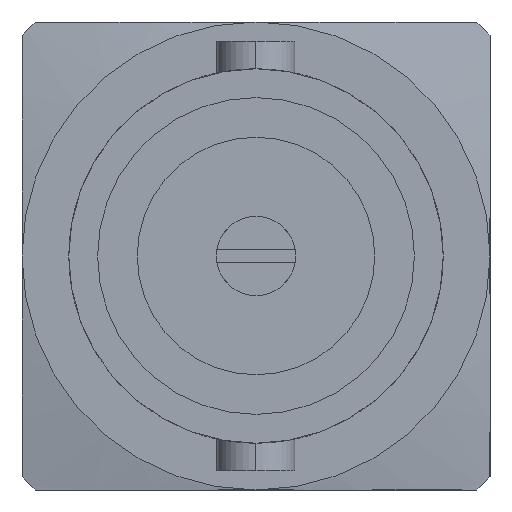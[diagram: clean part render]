
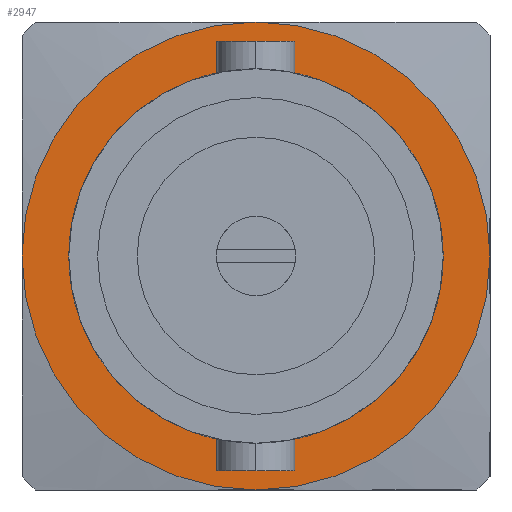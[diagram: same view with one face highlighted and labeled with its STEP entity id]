
A CAD part, left-side view. The second image highlights one B-rep face of the part: STEP entity #2947.
In plain terms, the highlighted planar face has unit normal (-1, 0, 0).
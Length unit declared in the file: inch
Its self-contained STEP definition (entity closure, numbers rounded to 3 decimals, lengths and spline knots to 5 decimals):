
#33 = ORIENTED_EDGE ( 'NONE', *, *, #2261, .F. ) ;
#112 = DIRECTION ( 'NONE',  ( 1., 0., 0. ) ) ;
#121 = DIRECTION ( 'NONE',  ( 0., 0., -1. ) ) ;
#319 = VERTEX_POINT ( 'NONE', #2463 ) ;
#325 = DIRECTION ( 'NONE',  ( 0., 0., -1. ) ) ;
#331 = DIRECTION ( 'NONE',  ( 1., 0., 0. ) ) ;
#350 = CARTESIAN_POINT ( 'NONE',  ( -0.04331, 0., 0. ) ) ;
#447 = CIRCLE ( 'NONE', #448, 0.23622 ) ;
#448 = AXIS2_PLACEMENT_3D ( 'NONE', #2229, #727, #1745 ) ;
#457 = EDGE_CURVE ( 'NONE', #319, #3039, #1069, .T. ) ;
#507 = AXIS2_PLACEMENT_3D ( 'NONE', #1579, #537, #2107 ) ;
#537 = DIRECTION ( 'NONE',  ( -1., 0., 0. ) ) ;
#590 = EDGE_CURVE ( 'NONE', #3039, #2131, #3253, .T. ) ;
#607 = CARTESIAN_POINT ( 'NONE',  ( -0.04331, 0., 0. ) ) ;
#667 = CIRCLE ( 'NONE', #3070, 0.18898 ) ;
#727 = DIRECTION ( 'NONE',  ( 1., 0., 0. ) ) ;
#774 = CARTESIAN_POINT ( 'NONE',  ( -0.04331, 0., 0.18898 ) ) ;
#838 = AXIS2_PLACEMENT_3D ( 'NONE', #607, #331, #325 ) ;
#929 = AXIS2_PLACEMENT_3D ( 'NONE', #2260, #1014, #3246 ) ;
#931 = ORIENTED_EDGE ( 'NONE', *, *, #2848, .F. ) ;
#1014 = DIRECTION ( 'NONE',  ( -1., 0., 0. ) ) ;
#1049 = CARTESIAN_POINT ( 'NONE',  ( -0.04331, 0.23622, 0. ) ) ;
#1069 = CIRCLE ( 'NONE', #1080, 0.23622 ) ;
#1072 = FACE_BOUND ( 'NONE', #1644, .T. ) ;
#1080 = AXIS2_PLACEMENT_3D ( 'NONE', #3139, #1336, #1115 ) ;
#1115 = DIRECTION ( 'NONE',  ( 0., 0., -1. ) ) ;
#1136 = AXIS2_PLACEMENT_3D ( 'NONE', #350, #112, #121 ) ;
#1156 = PLANE ( 'NONE',  #1136 ) ;
#1336 = DIRECTION ( 'NONE',  ( 1., 0., 0. ) ) ;
#1441 = VERTEX_POINT ( 'NONE', #1978 ) ;
#1532 = FACE_OUTER_BOUND ( 'NONE', #1620, .T. ) ;
#1579 = CARTESIAN_POINT ( 'NONE',  ( -0.04331, 0., 0. ) ) ;
#1608 = ORIENTED_EDGE ( 'NONE', *, *, #590, .F. ) ;
#1620 = EDGE_LOOP ( 'NONE', ( #1608, #3239, #33, #3128 ) ) ;
#1644 = EDGE_LOOP ( 'NONE', ( #931, #2708 ) ) ;
#1675 = DIRECTION ( 'NONE',  ( 0., 0., -1. ) ) ;
#1745 = DIRECTION ( 'NONE',  ( 0., 0., -1. ) ) ;
#1978 = CARTESIAN_POINT ( 'NONE',  ( -0.04331, 0., 0.23622 ) ) ;
#2007 = CARTESIAN_POINT ( 'NONE',  ( -0.04331, 0., -0.18898 ) ) ;
#2107 = DIRECTION ( 'NONE',  ( 0., 0., -1. ) ) ;
#2131 = VERTEX_POINT ( 'NONE', #1049 ) ;
#2162 = VERTEX_POINT ( 'NONE', #774 ) ;
#2190 = CARTESIAN_POINT ( 'NONE',  ( -0.04331, 0., 0. ) ) ;
#2229 = CARTESIAN_POINT ( 'NONE',  ( -0.04331, 0., 0. ) ) ;
#2260 = CARTESIAN_POINT ( 'NONE',  ( -0.04331, 0., 0. ) ) ;
#2261 = EDGE_CURVE ( 'NONE', #1441, #319, #447, .T. ) ;
#2294 = CIRCLE ( 'NONE', #507, 0.18898 ) ;
#2463 = CARTESIAN_POINT ( 'NONE',  ( -0.04331, -0.23622, 0. ) ) ;
#2551 = CIRCLE ( 'NONE', #929, 0.23622 ) ;
#2642 = VERTEX_POINT ( 'NONE', #2007 ) ;
#2708 = ORIENTED_EDGE ( 'NONE', *, *, #3102, .F. ) ;
#2848 = EDGE_CURVE ( 'NONE', #2642, #2162, #2294, .T. ) ;
#2942 = DIRECTION ( 'NONE',  ( -1., 0., 0. ) ) ;
#2947 = ADVANCED_FACE ( 'NONE', ( #1072, #1532 ), #1156, .F. ) ;
#3039 = VERTEX_POINT ( 'NONE', #3188 ) ;
#3070 = AXIS2_PLACEMENT_3D ( 'NONE', #2190, #2942, #1675 ) ;
#3102 = EDGE_CURVE ( 'NONE', #2162, #2642, #667, .T. ) ;
#3128 = ORIENTED_EDGE ( 'NONE', *, *, #3194, .T. ) ;
#3139 = CARTESIAN_POINT ( 'NONE',  ( -0.04331, 0., 0. ) ) ;
#3188 = CARTESIAN_POINT ( 'NONE',  ( -0.04331, 0., -0.23622 ) ) ;
#3194 = EDGE_CURVE ( 'NONE', #1441, #2131, #2551, .T. ) ;
#3239 = ORIENTED_EDGE ( 'NONE', *, *, #457, .F. ) ;
#3246 = DIRECTION ( 'NONE',  ( 0., 0., 1. ) ) ;
#3253 = CIRCLE ( 'NONE', #838, 0.23622 ) ;
